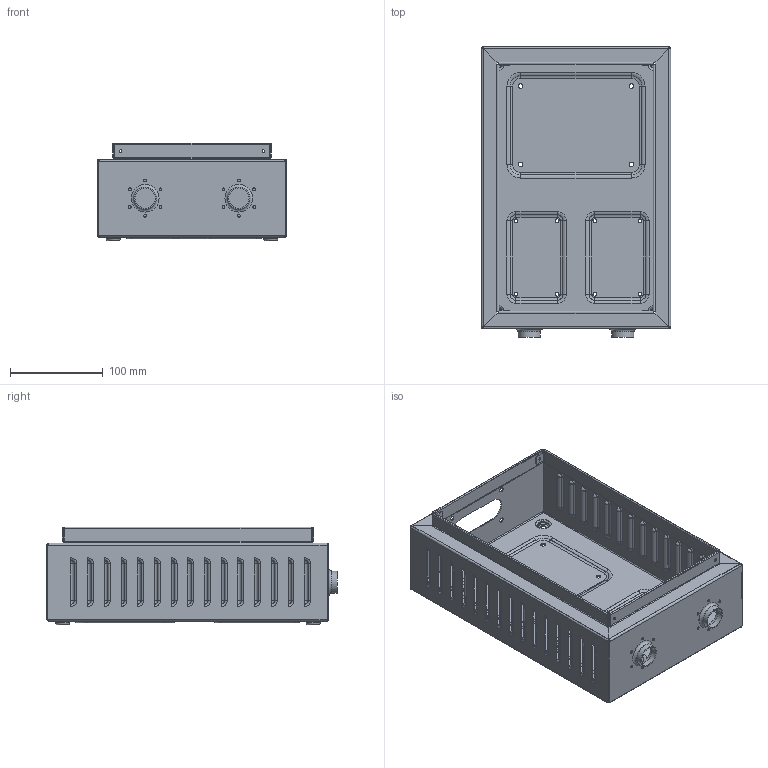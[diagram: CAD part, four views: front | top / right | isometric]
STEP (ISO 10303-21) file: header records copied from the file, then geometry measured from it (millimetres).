
FILE_DESCRIPTION(('STEP AP203'), '1');
FILE_NAME('Test file header', '2013-04-23T08:28:47', ('Default Math Test author'), ('Default Math Test organization'), 'ASCON STEP Converter 1.3', 'ASCON Math Kernel', 'Default Math Test authization');
FILE_SCHEMA(('CONFIG_CONTROL_DESIGN'));
Length unit declared in the file: millimetre
Products named in the file (1): 1
Bounding box: 204 x 313 x 105.25 mm (x, y, z)
Volume: 190385.1 mm3; surface area: 386836.6 mm2
Topology: 1 solids, 1 shells, 842 faces, 2184 edges, 1236 vertices
Faces by surface type: cylinder 274, plane 260, torus 172, sphere 120, bspline 16
Full cylindrical faces by diameter (mm): 3 x24, 4 x8, 5 x12, 13 x4, 15 x4, 22 x2, 24 x2
Entity records: 25414 total; most frequent: DIRECTION 4918, CARTESIAN_POINT 4383, ORIENTED_EDGE 4128, EDGE_CURVE 2064, AXIS2_PLACEMENT_3D 2027, VERTEX_POINT 1236, CIRCLE 1200, EDGE_LOOP 1012
